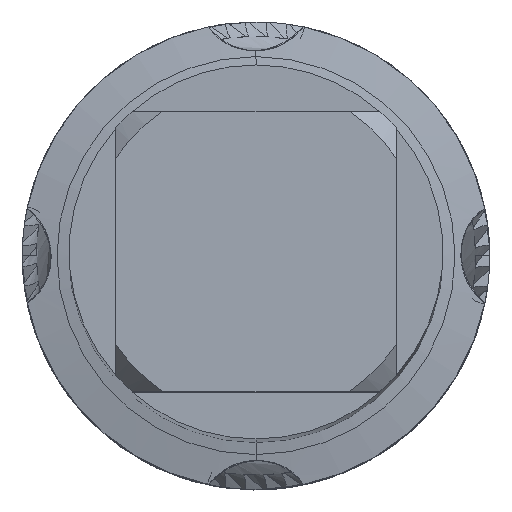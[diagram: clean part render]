
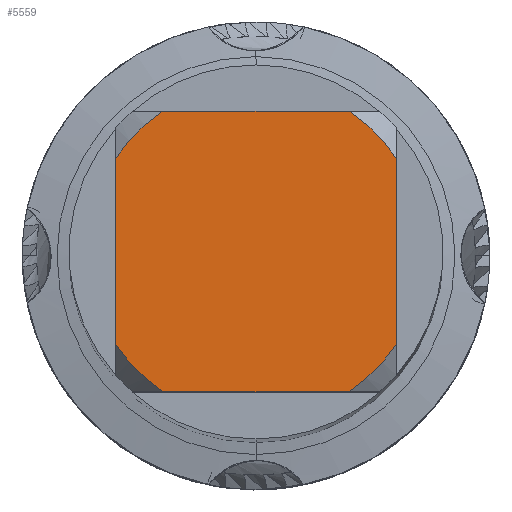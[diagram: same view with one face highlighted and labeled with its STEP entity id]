
A CAD part, top view. The second image highlights one B-rep face of the part: STEP entity #5559.
In plain terms, the highlighted planar face has unit normal (0, 0, 1).
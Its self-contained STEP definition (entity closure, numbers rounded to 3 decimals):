
#2851=VERTEX_POINT('',#8463);
#2929=VERTEX_POINT('',#8551);
#3307=VERTEX_POINT('',#8962);
#4547=EDGE_CURVE('',#7301,#3307,#10305,.T.);
#4669=EDGE_CURVE('',#7093,#2929,#10442,.T.);
#4807=EDGE_CURVE('',#7093,#3307,#10589,.T.);
#4965=VERTEX_POINT('',#10756);
#5415=EDGE_CURVE('',#2851,#7753,#11246,.T.);
#5559=ADVANCED_FACE('',(#11406),#11407,.T.);
#6105=EDGE_CURVE('',#7301,#4965,#12010,.T.);
#6633=EDGE_CURVE('',#2851,#2929,#12584,.T.);
#7093=VERTEX_POINT('',#13088);
#7301=VERTEX_POINT('',#13315);
#7753=VERTEX_POINT('',#13802);
#7761=EDGE_CURVE('',#8061,#4965,#13810,.T.);
#8061=VERTEX_POINT('',#14134);
#8181=EDGE_CURVE('',#8061,#7753,#14264,.T.);
#8463=CARTESIAN_POINT('',(6.0,-3.98,0.0));
#8551=CARTESIAN_POINT('',(6.0,3.98,0.0));
#8962=CARTESIAN_POINT('',(-3.98,6.0,0.0));
#10305=CIRCLE('',#19587,7.2);
#10442=CIRCLE('',#20258,7.2);
#10589=LINE('',#20896,#20897);
#10756=CARTESIAN_POINT('',(-6.0,-3.98,0.0));
#11246=CIRCLE('',#22410,7.2);
#11406=FACE_OUTER_BOUND('',#22745,.T.);
#11407=PLANE('',#22746);
#12010=LINE('',#24786,#24787);
#12584=LINE('',#26838,#26839);
#13088=CARTESIAN_POINT('',(3.98,6.0,0.0));
#13315=CARTESIAN_POINT('',(-6.0,3.98,0.0));
#13802=CARTESIAN_POINT('',(3.98,-6.0,0.0));
#13810=CIRCLE('',#29995,7.2);
#14134=CARTESIAN_POINT('',(-3.98,-6.0,0.0));
#14264=LINE('',#31113,#31114);
#19587=AXIS2_PLACEMENT_3D('',#33842,#33843,#33844);
#20258=AXIS2_PLACEMENT_3D('',#34017,#34018,#34019);
#20896=CARTESIAN_POINT('',(0.0,6.0,0.0));
#20897=VECTOR('',#34147,1.0);
#22410=AXIS2_PLACEMENT_3D('',#34751,#34752,#34753);
#22745=EDGE_LOOP('',(#34943,#34944,#34945,#34946,#34947,#34948,#34949,#34950));
#22746=AXIS2_PLACEMENT_3D('',#34951,#34952,#34953);
#24786=CARTESIAN_POINT('',(-6.0,1.8,0.0));
#24787=VECTOR('',#35753,1.0);
#26838=CARTESIAN_POINT('',(6.0,1.8,0.0));
#26839=VECTOR('',#36450,1.0);
#29995=AXIS2_PLACEMENT_3D('',#37600,#37601,#37602);
#31113=CARTESIAN_POINT('',(0.0,-6.0,0.0));
#31114=VECTOR('',#38040,1.0);
#33842=CARTESIAN_POINT('',(0.0,0.0,0.0));
#33843=DIRECTION('',(0.0,0.0,-1.0));
#33844=DIRECTION('',(0.0,1.0,0.0));
#34017=CARTESIAN_POINT('',(0.0,0.0,0.0));
#34018=DIRECTION('',(0.0,0.0,-1.0));
#34019=DIRECTION('',(0.0,1.0,0.0));
#34147=DIRECTION('',(-1.0,0.0,0.0));
#34751=CARTESIAN_POINT('',(0.0,0.0,0.0));
#34752=DIRECTION('',(0.0,0.0,-1.0));
#34753=DIRECTION('',(0.0,1.0,0.0));
#34943=ORIENTED_EDGE('',*,*,#6105,.T.);
#34944=ORIENTED_EDGE('',*,*,#7761,.F.);
#34945=ORIENTED_EDGE('',*,*,#8181,.T.);
#34946=ORIENTED_EDGE('',*,*,#5415,.F.);
#34947=ORIENTED_EDGE('',*,*,#6633,.T.);
#34948=ORIENTED_EDGE('',*,*,#4669,.F.);
#34949=ORIENTED_EDGE('',*,*,#4807,.T.);
#34950=ORIENTED_EDGE('',*,*,#4547,.F.);
#34951=CARTESIAN_POINT('',(0.0,3.6,0.0));
#34952=DIRECTION('',(-0.0,0.0,1.0));
#34953=DIRECTION('',(0.0,-1.0,0.0));
#35753=DIRECTION('',(-0.0,-1.0,0.0));
#36450=DIRECTION('',(-0.0,1.0,0.0));
#37600=CARTESIAN_POINT('',(0.0,0.0,0.0));
#37601=DIRECTION('',(0.0,0.0,-1.0));
#37602=DIRECTION('',(0.0,1.0,0.0));
#38040=DIRECTION('',(1.0,0.0,0.0));
